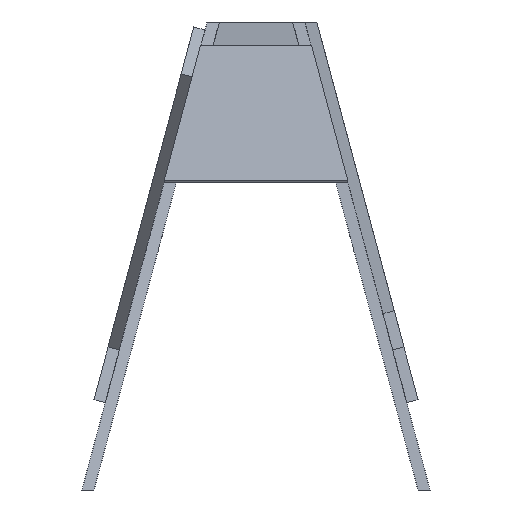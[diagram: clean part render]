
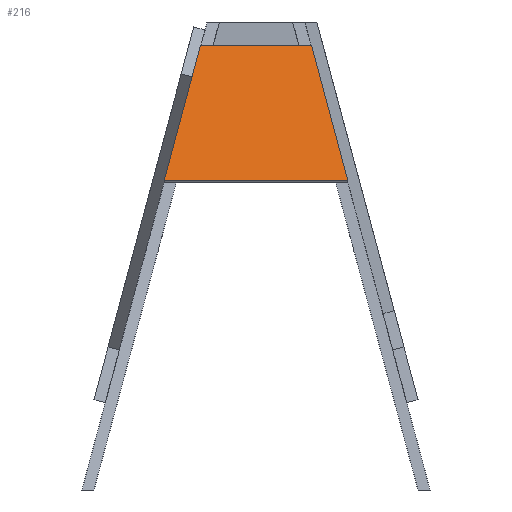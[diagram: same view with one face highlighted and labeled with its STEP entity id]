
A CAD part, left-side view. The second image highlights one B-rep face of the part: STEP entity #216.
In plain terms, the highlighted planar face has unit normal (-0.964, 0, 0.267).
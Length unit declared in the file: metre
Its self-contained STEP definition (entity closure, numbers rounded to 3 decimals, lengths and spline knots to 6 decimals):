
#216 = ADVANCED_FACE( '', ( #446 ), #447, .F. );
#446 = FACE_OUTER_BOUND( '', #707, .T. );
#447 = PLANE( '', #708 );
#707 = EDGE_LOOP( '', ( #1099, #1100, #1101, #1102 ) );
#708 = AXIS2_PLACEMENT_3D( '', #1103, #1104, #1105 );
#1099 = ORIENTED_EDGE( '', *, *, #1381, .T. );
#1100 = ORIENTED_EDGE( '', *, *, #1396, .T. );
#1101 = ORIENTED_EDGE( '', *, *, #1495, .F. );
#1102 = ORIENTED_EDGE( '', *, *, #1496, .F. );
#1103 = CARTESIAN_POINT( '', ( -0.057927, 0., -0.339505 ) );
#1104 = DIRECTION( '', ( 0.964, 0., -0.267 ) );
#1105 = DIRECTION( '', ( 0., 1., 0. ) );
#1381 = EDGE_CURVE( '', #1609, #1610, #1611, .T. );
#1396 = EDGE_CURVE( '', #1610, #1636, #1637, .T. );
#1495 = EDGE_CURVE( '', #1784, #1636, #1785, .T. );
#1496 = EDGE_CURVE( '', #1609, #1784, #1786, .T. );
#1609 = VERTEX_POINT( '', #1932 );
#1610 = VERTEX_POINT( '', #1933 );
#1611 = LINE( '', #1934, #1935 );
#1636 = VERTEX_POINT( '', #1971 );
#1637 = LINE( '', #1972, #1973 );
#1784 = VERTEX_POINT( '', #2191 );
#1785 = LINE( '', #2192, #2193 );
#1786 = LINE( '', #2194, #2195 );
#1932 = CARTESIAN_POINT( '', ( 0.036253, 0.090482, 0. ) );
#1933 = CARTESIAN_POINT( '', ( -0.024854, 0.149506, -0.220282 ) );
#1934 = CARTESIAN_POINT( '', ( 0.005699, 0.119994, -0.110141 ) );
#1935 = VECTOR( '', #2313, 1. );
#1971 = CARTESIAN_POINT( '', ( -0.024854, -0.149506, -0.220282 ) );
#1972 = CARTESIAN_POINT( '', ( -0.024854, 0., -0.220282 ) );
#1973 = VECTOR( '', #2325, 1. );
#2191 = CARTESIAN_POINT( '', ( 0.036253, -0.090482, 0. ) );
#2192 = CARTESIAN_POINT( '', ( 0.005699, -0.119994, -0.110141 ) );
#2193 = VECTOR( '', #2397, 1. );
#2194 = CARTESIAN_POINT( '', ( 0.036253, 0., 0. ) );
#2195 = VECTOR( '', #2398, 1. );
#2313 = DIRECTION( '', ( -0.259, 0.25, -0.933 ) );
#2325 = DIRECTION( '', ( 0., -1., 0. ) );
#2397 = DIRECTION( '', ( -0.259, -0.25, -0.933 ) );
#2398 = DIRECTION( '', ( 0., -1., 0. ) );
